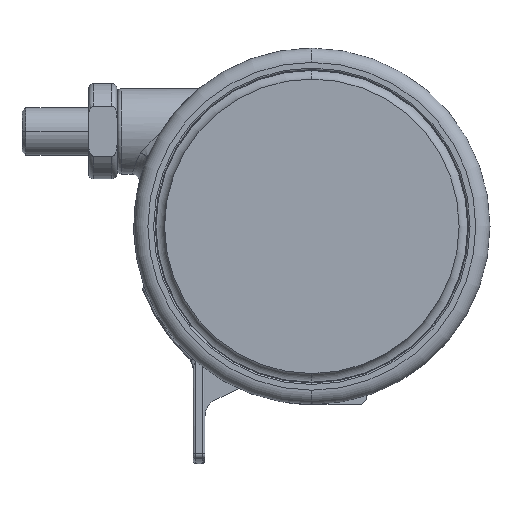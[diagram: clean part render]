
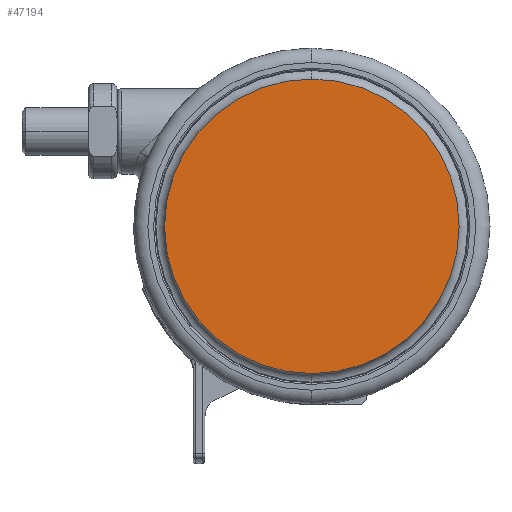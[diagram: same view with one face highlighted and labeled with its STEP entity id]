
A CAD part, left-side view. The second image highlights one B-rep face of the part: STEP entity #47194.
In plain terms, the highlighted face is planar.
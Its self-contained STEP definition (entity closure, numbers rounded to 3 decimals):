
#729 = AXIS2_PLACEMENT_3D ( 'NONE', #20366, #46518, #24128 ) ;
#1512 = FACE_OUTER_BOUND ( 'NONE', #16109, .T. ) ;
#4071 = EDGE_CURVE ( 'NONE', #48141, #4239, #40673, .T. ) ;
#4239 = VERTEX_POINT ( 'NONE', #19059 ) ;
#12938 = DIRECTION ( 'NONE',  ( 0., 0., 1. ) ) ;
#14296 = DIRECTION ( 'NONE',  ( 0., 0., -1. ) ) ;
#16109 = EDGE_LOOP ( 'NONE', ( #18593, #32888 ) ) ;
#18593 = ORIENTED_EDGE ( 'NONE', *, *, #4071, .T. ) ;
#19059 = CARTESIAN_POINT ( 'NONE',  ( 0., 31., -49. ) ) ;
#20366 = CARTESIAN_POINT ( 'NONE',  ( 0., 0., -49. ) ) ;
#21936 = AXIS2_PLACEMENT_3D ( 'NONE', #36733, #14296, #40491 ) ;
#24128 = DIRECTION ( 'NONE',  ( 0., -1., 0. ) ) ;
#24200 = AXIS2_PLACEMENT_3D ( 'NONE', #31636, #12938, #39129 ) ;
#24508 = EDGE_CURVE ( 'NONE', #4239, #48141, #40720, .T. ) ;
#30193 = CARTESIAN_POINT ( 'NONE',  ( 0., -31., -49. ) ) ;
#31636 = CARTESIAN_POINT ( 'NONE',  ( -31., 0., -49. ) ) ;
#32888 = ORIENTED_EDGE ( 'NONE', *, *, #24508, .T. ) ;
#35367 = PLANE ( 'NONE',  #24200 ) ;
#36733 = CARTESIAN_POINT ( 'NONE',  ( 0., 0., -49. ) ) ;
#39129 = DIRECTION ( 'NONE',  ( 0., 1., 0. ) ) ;
#40491 = DIRECTION ( 'NONE',  ( 0., -1., 0. ) ) ;
#40673 = CIRCLE ( 'NONE', #21936, 31. ) ;
#40720 = CIRCLE ( 'NONE', #729, 31. ) ;
#46518 = DIRECTION ( 'NONE',  ( 0., 0., -1. ) ) ;
#47194 = ADVANCED_FACE ( 'NONE', ( #1512 ), #35367, .F. ) ;
#48141 = VERTEX_POINT ( 'NONE', #30193 ) ;
